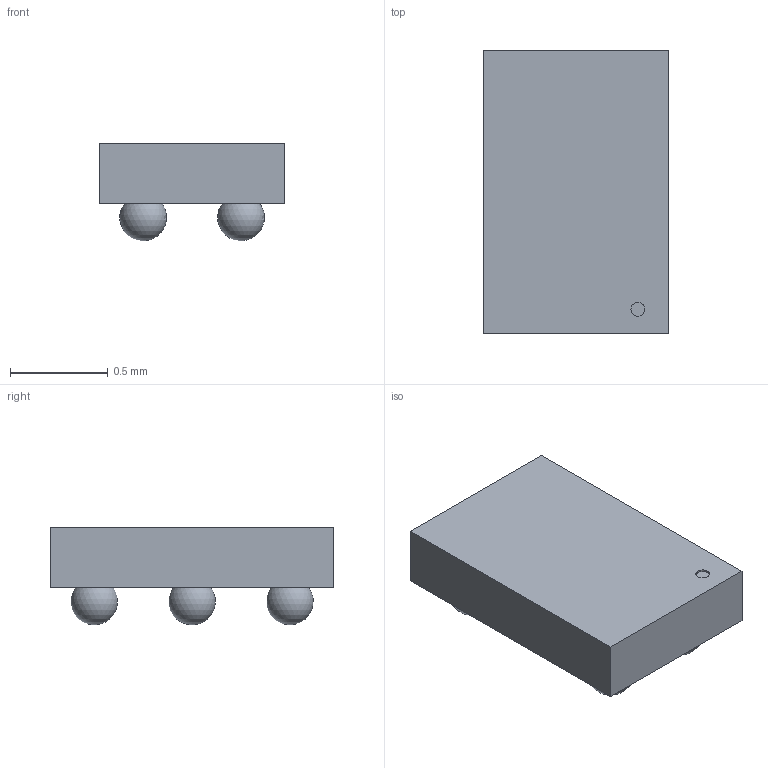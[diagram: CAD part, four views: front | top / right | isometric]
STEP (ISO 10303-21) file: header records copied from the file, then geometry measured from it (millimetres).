
FILE_DESCRIPTION(('FreeCAD Model'),'2;1');
FILE_NAME('R_XBGA_N5.stp','2015-04-12T08:32:32',( 'FreeCAD'),('FreeCAD'),'Open CASCADE STEP processor 6.7','FreeCAD', 'Unknown');
FILE_SCHEMA(('AUTOMOTIVE_DESIGN_CC2 { 1 2 10303 214 -1 1 5 4 }'));
Length unit declared in the file: millimetre
Products named in the file (2): Pocket; Fusion
Bounding box: 0.95 x 1.45 x 0.5 mm (x, y, z)
Volume: 0.5 mm3; surface area: 5.1 mm2
Topology: 6 solids, 6 shells, 13 faces, 30 edges, 20 vertices
Faces by surface type: plane 7, sphere 5, cylinder 1
Full cylindrical faces by diameter (mm): 0.07 x1
Entity records: 575 total; most frequent: CARTESIAN_POINT 80, DIRECTION 74, LINE 41, VECTOR 41, ORIENTED_EDGE 30, PCURVE 30, DEFINITIONAL_REPRESENTATION 30, AXIS2_PLACEMENT_3D 16
